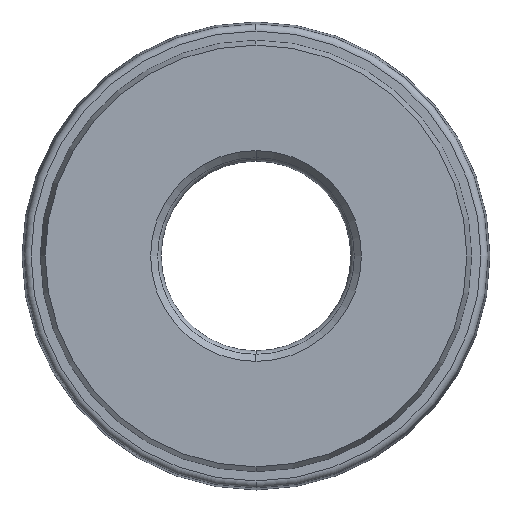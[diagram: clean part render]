
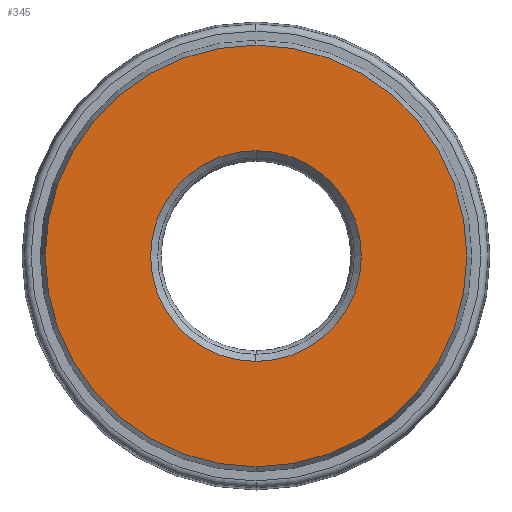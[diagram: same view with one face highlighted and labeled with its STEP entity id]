
A CAD part, left-side view. The second image highlights one B-rep face of the part: STEP entity #345.
In plain terms, the highlighted planar face has unit normal (-1, 0, 0).
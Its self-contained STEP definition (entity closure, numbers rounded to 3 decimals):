
#12 = CARTESIAN_POINT ( 'NONE',  ( 0., 0., 0. ) ) ;
#13 = DIRECTION ( 'NONE',  ( 1., 0., 0. ) ) ;
#14 = DIRECTION ( 'NONE',  ( 0., 0., -1. ) ) ;
#18 = VERTEX_POINT ( 'NONE', #146 ) ;
#19 = VERTEX_POINT ( 'NONE', #148 ) ;
#113 = DIRECTION ( 'NONE',  ( 0., 0., 1. ) ) ;
#133 = CARTESIAN_POINT ( 'NONE',  ( 0., 0., 0. ) ) ;
#136 = DIRECTION ( 'NONE',  ( -1., 0., 0. ) ) ;
#146 = CARTESIAN_POINT ( 'NONE',  ( 0., 0., -7.5 ) ) ;
#148 = CARTESIAN_POINT ( 'NONE',  ( 0., 0., 15. ) ) ;
#238 = AXIS2_PLACEMENT_3D ( 'NONE', #133, #136, #113 ) ;
#254 = AXIS2_PLACEMENT_3D ( 'NONE', #932, #918, #931 ) ;
#345 = ADVANCED_FACE ( 'NONE', ( #1048, #1062 ), #927, .F. ) ;
#394 = CIRCLE ( 'NONE', #238, 15. ) ;
#417 = CIRCLE ( 'NONE', #576, 15. ) ;
#421 = CIRCLE ( 'NONE', #565, 7.5 ) ;
#438 = CIRCLE ( 'NONE', #555, 7.5 ) ;
#555 = AXIS2_PLACEMENT_3D ( 'NONE', #871, #860, #856 ) ;
#565 = AXIS2_PLACEMENT_3D ( 'NONE', #12, #13, #14 ) ;
#576 = AXIS2_PLACEMENT_3D ( 'NONE', #1115, #1130, #1119 ) ;
#856 = DIRECTION ( 'NONE',  ( 0., 0., -1. ) ) ;
#860 = DIRECTION ( 'NONE',  ( 1., 0., 0. ) ) ;
#871 = CARTESIAN_POINT ( 'NONE',  ( 0., 0., 0. ) ) ;
#900 = EDGE_LOOP ( 'NONE', ( #958, #972 ) ) ;
#905 = EDGE_LOOP ( 'NONE', ( #968, #956 ) ) ;
#918 = DIRECTION ( 'NONE',  ( 1., 0., 0. ) ) ;
#927 = PLANE ( 'NONE',  #254 ) ;
#931 = DIRECTION ( 'NONE',  ( 0., 0., -1. ) ) ;
#932 = CARTESIAN_POINT ( 'NONE',  ( 0., 7., 0. ) ) ;
#941 = VERTEX_POINT ( 'NONE', #1072 ) ;
#956 = ORIENTED_EDGE ( 'NONE', *, *, #993, .T. ) ;
#958 = ORIENTED_EDGE ( 'NONE', *, *, #1035, .T. ) ;
#968 = ORIENTED_EDGE ( 'NONE', *, *, #1022, .T. ) ;
#972 = ORIENTED_EDGE ( 'NONE', *, *, #1013, .T. ) ;
#982 = VERTEX_POINT ( 'NONE', #1086 ) ;
#993 = EDGE_CURVE ( 'NONE', #19, #982, #394, .T. ) ;
#1013 = EDGE_CURVE ( 'NONE', #18, #941, #438, .T. ) ;
#1022 = EDGE_CURVE ( 'NONE', #982, #19, #417, .T. ) ;
#1035 = EDGE_CURVE ( 'NONE', #941, #18, #421, .T. ) ;
#1048 = FACE_BOUND ( 'NONE', #900, .T. ) ;
#1062 = FACE_OUTER_BOUND ( 'NONE', #905, .T. ) ;
#1072 = CARTESIAN_POINT ( 'NONE',  ( 0., 0., 7.5 ) ) ;
#1086 = CARTESIAN_POINT ( 'NONE',  ( 0., 0., -15. ) ) ;
#1115 = CARTESIAN_POINT ( 'NONE',  ( 0., 0., 0. ) ) ;
#1119 = DIRECTION ( 'NONE',  ( 0., 0., 1. ) ) ;
#1130 = DIRECTION ( 'NONE',  ( -1., 0., 0. ) ) ;
